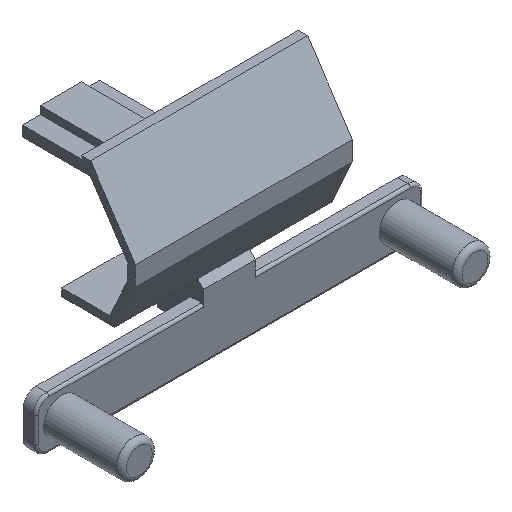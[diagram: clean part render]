
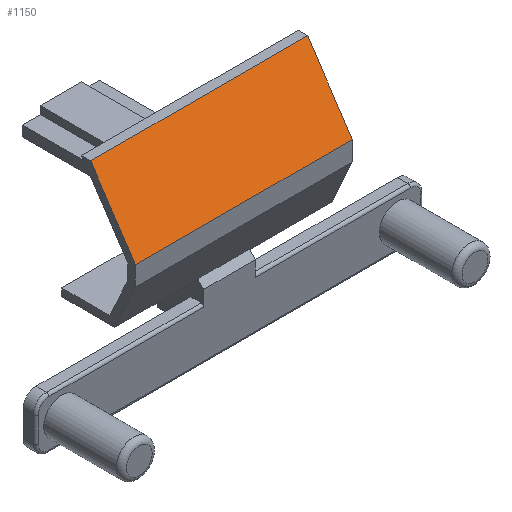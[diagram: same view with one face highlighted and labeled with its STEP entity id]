
A CAD part, isometric view. The second image highlights one B-rep face of the part: STEP entity #1150.
In plain terms, the highlighted planar face has unit normal (0, -0.835, 0.551).
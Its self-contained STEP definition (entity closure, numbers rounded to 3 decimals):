
#1094=CARTESIAN_POINT('',(68.,126.792,94.2));
#1095=VERTEX_POINT('',#1094);
#1102=CARTESIAN_POINT('',(152.,126.792,94.2));
#1103=VERTEX_POINT('',#1102);
#1104=CARTESIAN_POINT('',(152.,126.792,94.2));
#1105=DIRECTION('',(-1.,0.,0.));
#1106=VECTOR('',#1105,84.);
#1107=LINE('',#1104,#1106);
#1108=EDGE_CURVE('',#1103,#1095,#1107,.T.);
#1120=CARTESIAN_POINT('',(154.,117.75,80.5));
#1121=DIRECTION('',(0.,-0.835,0.551));
#1122=DIRECTION('',(0.,-0.551,-0.835));
#1123=AXIS2_PLACEMENT_3D('',#1120,#1121,#1122);
#1124=PLANE('',#1123);
#1125=CARTESIAN_POINT('',(68.,109.5,68.));
#1126=VERTEX_POINT('',#1125);
#1127=CARTESIAN_POINT('',(68.,109.5,68.));
#1128=DIRECTION('',(0.,0.551,0.835));
#1129=VECTOR('',#1128,31.392);
#1130=LINE('',#1127,#1129);
#1131=EDGE_CURVE('',#1126,#1095,#1130,.T.);
#1132=ORIENTED_EDGE('',*,*,#1131,.F.);
#1133=CARTESIAN_POINT('',(152.,109.5,68.));
#1134=VERTEX_POINT('',#1133);
#1135=CARTESIAN_POINT('',(152.,109.5,68.));
#1136=DIRECTION('',(-1.,0.,0.));
#1137=VECTOR('',#1136,84.);
#1138=LINE('',#1135,#1137);
#1139=EDGE_CURVE('',#1134,#1126,#1138,.T.);
#1140=ORIENTED_EDGE('',*,*,#1139,.F.);
#1141=CARTESIAN_POINT('',(152.,109.5,68.));
#1142=DIRECTION('',(0.,0.551,0.835));
#1143=VECTOR('',#1142,31.392);
#1144=LINE('',#1141,#1143);
#1145=EDGE_CURVE('',#1134,#1103,#1144,.T.);
#1146=ORIENTED_EDGE('',*,*,#1145,.T.);
#1147=ORIENTED_EDGE('',*,*,#1108,.T.);
#1148=EDGE_LOOP('',(#1132,#1140,#1146,#1147));
#1149=FACE_BOUND('',#1148,.T.);
#1150=ADVANCED_FACE('',(#1149),#1124,.T.);
